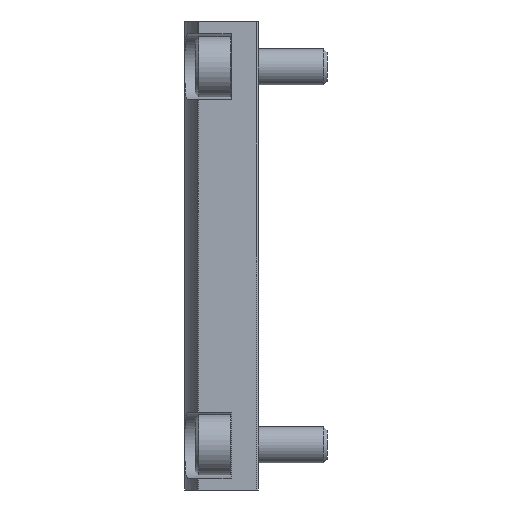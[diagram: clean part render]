
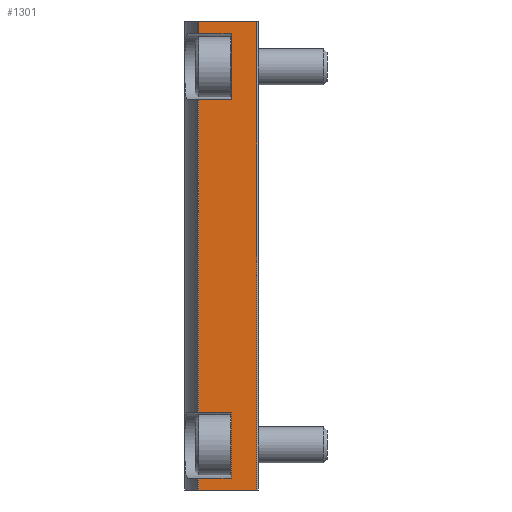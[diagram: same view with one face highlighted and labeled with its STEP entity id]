
A CAD part, left-side view. The second image highlights one B-rep face of the part: STEP entity #1301.
In plain terms, the highlighted planar face has unit normal (-1, 0, 0).
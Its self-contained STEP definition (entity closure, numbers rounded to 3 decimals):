
#130=PLANE('',#1410);
#214=ORIENTED_EDGE('',*,*,#592,.F.);
#215=ORIENTED_EDGE('',*,*,#593,.T.);
#216=ORIENTED_EDGE('',*,*,#584,.T.);
#217=ORIENTED_EDGE('',*,*,#594,.T.);
#218=ORIENTED_EDGE('',*,*,#595,.F.);
#219=ORIENTED_EDGE('',*,*,#596,.F.);
#220=ORIENTED_EDGE('',*,*,#597,.T.);
#221=ORIENTED_EDGE('',*,*,#598,.F.);
#222=ORIENTED_EDGE('',*,*,#599,.F.);
#223=ORIENTED_EDGE('',*,*,#600,.T.);
#224=ORIENTED_EDGE('',*,*,#590,.T.);
#225=ORIENTED_EDGE('',*,*,#601,.F.);
#584=EDGE_CURVE('',#771,#772,#892,.T.);
#590=EDGE_CURVE('',#778,#777,#895,.T.);
#592=EDGE_CURVE('',#779,#780,#896,.T.);
#593=EDGE_CURVE('',#779,#771,#897,.T.);
#594=EDGE_CURVE('',#772,#781,#898,.T.);
#595=EDGE_CURVE('',#782,#781,#899,.T.);
#596=EDGE_CURVE('',#783,#782,#900,.T.);
#597=EDGE_CURVE('',#783,#784,#901,.T.);
#598=EDGE_CURVE('',#785,#784,#902,.T.);
#599=EDGE_CURVE('',#786,#785,#903,.T.);
#600=EDGE_CURVE('',#786,#778,#904,.T.);
#601=EDGE_CURVE('',#780,#777,#905,.T.);
#771=VERTEX_POINT('',#2034);
#772=VERTEX_POINT('',#2035);
#777=VERTEX_POINT('',#2046);
#778=VERTEX_POINT('',#2048);
#779=VERTEX_POINT('',#2052);
#780=VERTEX_POINT('',#2053);
#781=VERTEX_POINT('',#2056);
#782=VERTEX_POINT('',#2058);
#783=VERTEX_POINT('',#2060);
#784=VERTEX_POINT('',#2062);
#785=VERTEX_POINT('',#2064);
#786=VERTEX_POINT('',#2066);
#892=LINE('',#2033,#997);
#895=LINE('',#2047,#1000);
#896=LINE('',#2051,#1001);
#897=LINE('',#2054,#1002);
#898=LINE('',#2055,#1003);
#899=LINE('',#2057,#1004);
#900=LINE('',#2059,#1005);
#901=LINE('',#2061,#1006);
#902=LINE('',#2063,#1007);
#903=LINE('',#2065,#1008);
#904=LINE('',#2067,#1009);
#905=LINE('',#2068,#1010);
#997=VECTOR('',#1581,1000.);
#1000=VECTOR('',#1592,1000.);
#1001=VECTOR('',#1597,1000.);
#1002=VECTOR('',#1598,1000.);
#1003=VECTOR('',#1599,1000.);
#1004=VECTOR('',#1600,1000.);
#1005=VECTOR('',#1601,1000.);
#1006=VECTOR('',#1602,1000.);
#1007=VECTOR('',#1603,1000.);
#1008=VECTOR('',#1604,1000.);
#1009=VECTOR('',#1605,1000.);
#1010=VECTOR('',#1606,1000.);
#1098=EDGE_LOOP('',(#214,#215,#216,#217,#218,#219,#220,#221,#222,#223,#224,
#225));
#1185=FACE_BOUND('',#1098,.T.);
#1301=ADVANCED_FACE('',(#1185),#130,.F.);
#1410=AXIS2_PLACEMENT_3D('',#2050,#1595,#1596);
#1581=DIRECTION('',(0.,0.,-1.));
#1592=DIRECTION('',(0.,0.,-1.));
#1595=DIRECTION('',(1.,0.,0.));
#1596=DIRECTION('',(0.,0.,-1.));
#1597=DIRECTION('',(0.,0.,1.));
#1598=DIRECTION('',(0.,1.,0.));
#1599=DIRECTION('',(0.,-1.,0.));
#1600=DIRECTION('',(0.,0.,-1.));
#1601=DIRECTION('',(0.,-1.,0.));
#1602=DIRECTION('',(0.,0.,-1.));
#1603=DIRECTION('',(0.,1.,0.));
#1604=DIRECTION('',(0.,0.,1.));
#1605=DIRECTION('',(0.,1.,0.));
#1606=DIRECTION('',(0.,1.,0.));
#2033=CARTESIAN_POINT('',(0.,9.893,39.));
#2034=CARTESIAN_POINT('',(0.,9.893,-37.));
#2035=CARTESIAN_POINT('',(0.,9.893,-39.));
#2046=CARTESIAN_POINT('',(0.,9.893,-26.));
#2047=CARTESIAN_POINT('',(0.,9.893,39.));
#2048=CARTESIAN_POINT('',(0.,9.893,26.));
#2050=CARTESIAN_POINT('',(0.,9.893,39.));
#2051=CARTESIAN_POINT('',(0.,4.5,-37.));
#2052=CARTESIAN_POINT('',(0.,4.5,-37.));
#2053=CARTESIAN_POINT('',(0.,4.5,-26.));
#2054=CARTESIAN_POINT('',(0.,4.5,-37.));
#2055=CARTESIAN_POINT('',(0.,9.893,-39.));
#2056=CARTESIAN_POINT('',(0.,0.2,-39.));
#2057=CARTESIAN_POINT('',(0.,0.2,39.));
#2058=CARTESIAN_POINT('',(0.,0.2,39.));
#2059=CARTESIAN_POINT('',(0.,9.893,39.));
#2060=CARTESIAN_POINT('',(0.,9.893,39.));
#2061=CARTESIAN_POINT('',(0.,9.893,39.));
#2062=CARTESIAN_POINT('',(0.,9.893,37.));
#2063=CARTESIAN_POINT('',(0.,4.5,37.));
#2064=CARTESIAN_POINT('',(0.,4.5,37.));
#2065=CARTESIAN_POINT('',(0.,4.5,26.));
#2066=CARTESIAN_POINT('',(0.,4.5,26.));
#2067=CARTESIAN_POINT('',(0.,4.5,26.));
#2068=CARTESIAN_POINT('',(0.,4.5,-26.));
